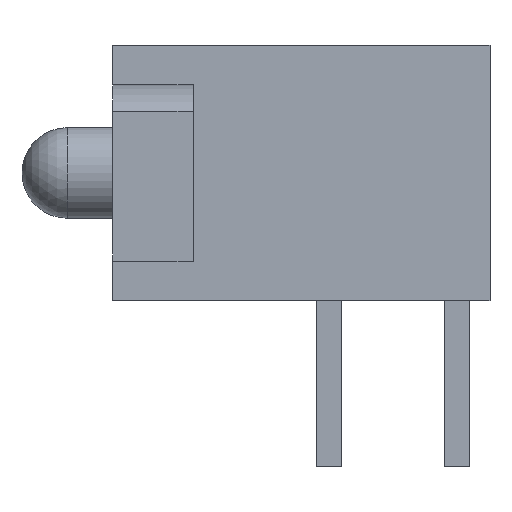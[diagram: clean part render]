
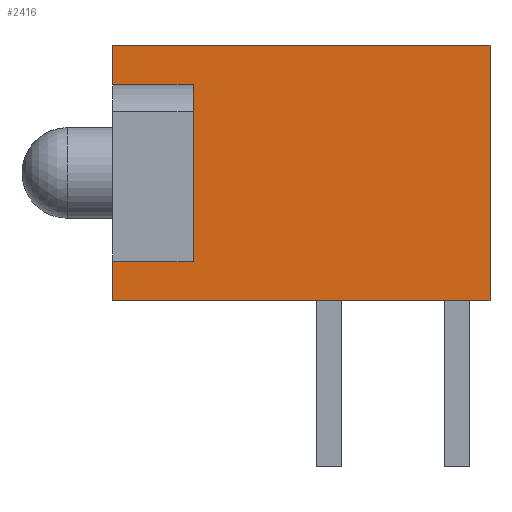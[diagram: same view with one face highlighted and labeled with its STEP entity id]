
A CAD part, front view. The second image highlights one B-rep face of the part: STEP entity #2416.
In plain terms, the highlighted planar face has unit normal (0, -1, 0).
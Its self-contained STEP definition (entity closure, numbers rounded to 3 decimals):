
#2225=CARTESIAN_POINT('',(-3.97,-10.16,0.79));
#2226=VERTEX_POINT('',#2225);
#2241=CARTESIAN_POINT('',(-5.57,-10.16,0.79));
#2242=VERTEX_POINT('',#2241);
#2249=CARTESIAN_POINT('',(-3.97,-10.16,0.79));
#2250=DIRECTION('',(-1.0,0.0,0.0));
#2251=VECTOR('',#2250,1.6);
#2252=LINE('',#2249,#2251);
#2253=EDGE_CURVE('',#2226,#2242,#2252,.T.);
#2263=CARTESIAN_POINT('',(-3.97,-10.16,4.29));
#2264=VERTEX_POINT('',#2263);
#2273=CARTESIAN_POINT('',(-5.57,-10.16,4.29));
#2274=VERTEX_POINT('',#2273);
#2275=CARTESIAN_POINT('',(-5.57,-10.16,4.29));
#2276=DIRECTION('',(1.0,0.0,0.0));
#2277=VECTOR('',#2276,1.6);
#2278=LINE('',#2275,#2277);
#2279=EDGE_CURVE('',#2274,#2264,#2278,.T.);
#2310=CARTESIAN_POINT('',(-3.97,-10.16,4.29));
#2311=DIRECTION('',(0.0,0.0,-1.0));
#2312=VECTOR('',#2311,3.5);
#2313=LINE('',#2310,#2312);
#2314=EDGE_CURVE('',#2264,#2226,#2313,.T.);
#2334=CARTESIAN_POINT('',(-5.57,-10.16,0.));
#2335=VERTEX_POINT('',#2334);
#2342=CARTESIAN_POINT('',(-5.57,-10.16,0.));
#2343=DIRECTION('',(0.0,0.0,1.0));
#2344=VECTOR('',#2343,0.79);
#2345=LINE('',#2342,#2344);
#2346=EDGE_CURVE('',#2335,#2242,#2345,.T.);
#2357=CARTESIAN_POINT('',(-5.57,-10.16,5.08));
#2358=VERTEX_POINT('',#2357);
#2359=CARTESIAN_POINT('',(-5.57,-10.16,4.29));
#2360=DIRECTION('',(0.0,0.0,1.0));
#2361=VECTOR('',#2360,0.79);
#2362=LINE('',#2359,#2361);
#2363=EDGE_CURVE('',#2274,#2358,#2362,.T.);
#2382=CARTESIAN_POINT('',(1.93,-10.16,0.));
#2383=DIRECTION('',(0.0,-1.0,0.0));
#2384=DIRECTION('',(0.0,0.0,-1.0));
#2385=AXIS2_PLACEMENT_3D('',#2382,#2383,#2384);
#2386=PLANE('',#2385);
#2387=ORIENTED_EDGE('',*,*,#2279,.T.);
#2388=ORIENTED_EDGE('',*,*,#2314,.T.);
#2389=ORIENTED_EDGE('',*,*,#2253,.T.);
#2390=ORIENTED_EDGE('',*,*,#2346,.F.);
#2391=CARTESIAN_POINT('',(1.93,-10.16,0.));
#2392=VERTEX_POINT('',#2391);
#2393=CARTESIAN_POINT('',(1.93,-10.16,0.));
#2394=DIRECTION('',(-1.0,0.0,0.0));
#2395=VECTOR('',#2394,7.5);
#2396=LINE('',#2393,#2395);
#2397=EDGE_CURVE('',#2392,#2335,#2396,.T.);
#2398=ORIENTED_EDGE('',*,*,#2397,.F.);
#2399=CARTESIAN_POINT('',(1.93,-10.16,5.08));
#2400=VERTEX_POINT('',#2399);
#2401=CARTESIAN_POINT('',(1.93,-10.16,0.));
#2402=DIRECTION('',(0.0,0.0,1.0));
#2403=VECTOR('',#2402,5.08);
#2404=LINE('',#2401,#2403);
#2405=EDGE_CURVE('',#2392,#2400,#2404,.T.);
#2406=ORIENTED_EDGE('',*,*,#2405,.T.);
#2407=CARTESIAN_POINT('',(1.93,-10.16,5.08));
#2408=DIRECTION('',(-1.0,0.0,0.0));
#2409=VECTOR('',#2408,7.5);
#2410=LINE('',#2407,#2409);
#2411=EDGE_CURVE('',#2400,#2358,#2410,.T.);
#2412=ORIENTED_EDGE('',*,*,#2411,.T.);
#2413=ORIENTED_EDGE('',*,*,#2363,.F.);
#2414=EDGE_LOOP('',(#2387,#2388,#2389,#2390,#2398,#2406,#2412,#2413));
#2415=FACE_OUTER_BOUND('',#2414,.T.);
#2416=ADVANCED_FACE('',(#2415),#2386,.T.);
